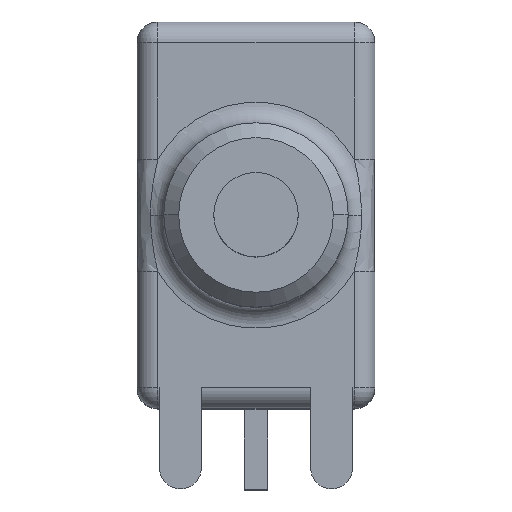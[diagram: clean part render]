
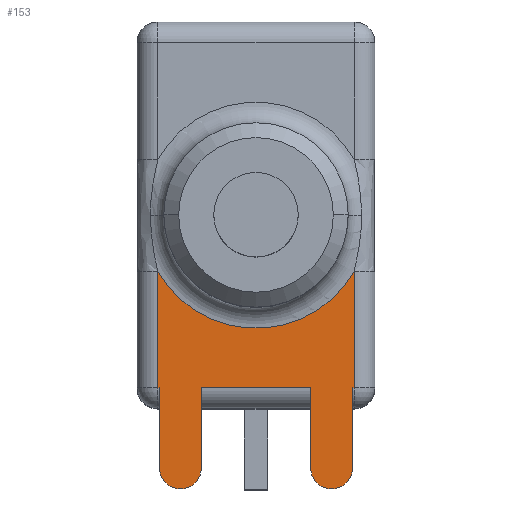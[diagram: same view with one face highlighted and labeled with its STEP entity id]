
A CAD part, top view. The second image highlights one B-rep face of the part: STEP entity #153.
In plain terms, the highlighted planar face has unit normal (0, 0, 1).
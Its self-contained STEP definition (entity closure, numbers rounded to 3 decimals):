
#6 = EDGE_CURVE ( 'NONE', #7, #220, #869, .T. ) ;
#7 = VERTEX_POINT ( 'NONE', #779 ) ;
#8 = ORIENTED_EDGE ( 'NONE', *, *, #87, .T. ) ;
#9 = VERTEX_POINT ( 'NONE', #778 ) ;
#21 = VERTEX_POINT ( 'NONE', #948 ) ;
#22 = EDGE_CURVE ( 'NONE', #21, #23, #912, .T. ) ;
#23 = VERTEX_POINT ( 'NONE', #908 ) ;
#24 = ORIENTED_EDGE ( 'NONE', *, *, #217, .T. ) ;
#25 = VERTEX_POINT ( 'NONE', #907 ) ;
#46 = VERTEX_POINT ( 'NONE', #881 ) ;
#48 = EDGE_CURVE ( 'NONE', #49, #46, #861, .T. ) ;
#49 = VERTEX_POINT ( 'NONE', #857 ) ;
#86 = ORIENTED_EDGE ( 'NONE', *, *, #22, .T. ) ;
#87 = EDGE_CURVE ( 'NONE', #7, #9, #1086, .T. ) ;
#88 = ORIENTED_EDGE ( 'NONE', *, *, #89, .T. ) ;
#89 = EDGE_CURVE ( 'NONE', #9, #49, #1082, .T. ) ;
#90 = ORIENTED_EDGE ( 'NONE', *, *, #48, .T. ) ;
#91 = ORIENTED_EDGE ( 'NONE', *, *, #92, .T. ) ;
#92 = EDGE_CURVE ( 'NONE', #46, #93, #1108, .T. ) ;
#93 = VERTEX_POINT ( 'NONE', #1104 ) ;
#94 = ORIENTED_EDGE ( 'NONE', *, *, #208, .T. ) ;
#153 = ADVANCED_FACE ( 'NONE', ( #1219 ), #1270, .T. ) ;
#154 = EDGE_LOOP ( 'NONE', ( #155, #159, #162, #165, #168, #86, #24, #218, #221, #8, #88, #90, #91, #94 ) ) ;
#155 = ORIENTED_EDGE ( 'NONE', *, *, #156, .T. ) ;
#156 = EDGE_CURVE ( 'NONE', #157, #158, #1269, .T. ) ;
#157 = VERTEX_POINT ( 'NONE', #1373 ) ;
#158 = VERTEX_POINT ( 'NONE', #1372 ) ;
#159 = ORIENTED_EDGE ( 'NONE', *, *, #160, .T. ) ;
#160 = EDGE_CURVE ( 'NONE', #158, #161, #1371, .T. ) ;
#161 = VERTEX_POINT ( 'NONE', #1366 ) ;
#162 = ORIENTED_EDGE ( 'NONE', *, *, #163, .T. ) ;
#163 = EDGE_CURVE ( 'NONE', #161, #164, #1365, .T. ) ;
#164 = VERTEX_POINT ( 'NONE', #1360 ) ;
#165 = ORIENTED_EDGE ( 'NONE', *, *, #166, .F. ) ;
#166 = EDGE_CURVE ( 'NONE', #167, #164, #1359, .T. ) ;
#167 = VERTEX_POINT ( 'NONE', #1355 ) ;
#168 = ORIENTED_EDGE ( 'NONE', *, *, #169, .T. ) ;
#169 = EDGE_CURVE ( 'NONE', #167, #21, #1353, .T. ) ;
#208 = EDGE_CURVE ( 'NONE', #93, #157, #1401, .T. ) ;
#217 = EDGE_CURVE ( 'NONE', #23, #25, #1610, .T. ) ;
#218 = ORIENTED_EDGE ( 'NONE', *, *, #219, .T. ) ;
#219 = EDGE_CURVE ( 'NONE', #25, #220, #1605, .T. ) ;
#220 = VERTEX_POINT ( 'NONE', #1426 ) ;
#221 = ORIENTED_EDGE ( 'NONE', *, *, #6, .F. ) ;
#778 = CARTESIAN_POINT ( 'NONE',  ( 3.3, -5.8, 0. ) ) ;
#779 = CARTESIAN_POINT ( 'NONE',  ( 3.24, -5.8, 0. ) ) ;
#780 = DIRECTION ( 'NONE',  ( 0., -1., 0. ) ) ;
#781 = VECTOR ( 'NONE', #780, 1000. ) ;
#782 = CARTESIAN_POINT ( 'NONE',  ( 3.24, 500000., 0. ) ) ;
#857 = CARTESIAN_POINT ( 'NONE',  ( 3.3, -1.884, 0. ) ) ;
#858 = DIRECTION ( 'NONE',  ( 1., 0., 0. ) ) ;
#859 = DIRECTION ( 'NONE',  ( 0., 0., -1. ) ) ;
#860 = AXIS2_PLACEMENT_3D ( 'NONE', #868, #859, #858 ) ;
#861 = CIRCLE ( 'NONE', #860, 3.8 ) ;
#868 = CARTESIAN_POINT ( 'NONE',  ( 0., 0., 0. ) ) ;
#869 = LINE ( 'NONE', #782, #781 ) ;
#881 = CARTESIAN_POINT ( 'NONE',  ( -3.3, -1.884, 0. ) ) ;
#907 = CARTESIAN_POINT ( 'NONE',  ( 2.54, -9.2, 0. ) ) ;
#908 = CARTESIAN_POINT ( 'NONE',  ( 1.84, -8.5, 0. ) ) ;
#909 = DIRECTION ( 'NONE',  ( 0., -1., 0. ) ) ;
#910 = VECTOR ( 'NONE', #909, 1000. ) ;
#911 = CARTESIAN_POINT ( 'NONE',  ( 1.84, 500000., 0. ) ) ;
#912 = LINE ( 'NONE', #911, #910 ) ;
#948 = CARTESIAN_POINT ( 'NONE',  ( 1.84, -5.8, 0. ) ) ;
#1081 = CARTESIAN_POINT ( 'NONE',  ( 3.3, -6.5, 0. ) ) ;
#1082 = LINE ( 'NONE', #1081, #1110 ) ;
#1083 = DIRECTION ( 'NONE',  ( 1., 0., 0. ) ) ;
#1084 = VECTOR ( 'NONE', #1083, 1000. ) ;
#1085 = CARTESIAN_POINT ( 'NONE',  ( -4., -5.8, 0. ) ) ;
#1086 = LINE ( 'NONE', #1085, #1084 ) ;
#1104 = CARTESIAN_POINT ( 'NONE',  ( -3.3, -5.8, 0. ) ) ;
#1105 = DIRECTION ( 'NONE',  ( 0., -1., 0. ) ) ;
#1106 = VECTOR ( 'NONE', #1105, 1000. ) ;
#1107 = CARTESIAN_POINT ( 'NONE',  ( -3.3, -6.5, 0. ) ) ;
#1108 = LINE ( 'NONE', #1107, #1106 ) ;
#1109 = DIRECTION ( 'NONE',  ( 0., 1., 0. ) ) ;
#1110 = VECTOR ( 'NONE', #1109, 1000. ) ;
#1219 = FACE_OUTER_BOUND ( 'NONE', #154, .T. ) ;
#1262 = DIRECTION ( 'NONE',  ( 0., -1., 0. ) ) ;
#1263 = VECTOR ( 'NONE', #1262, 1000. ) ;
#1264 = CARTESIAN_POINT ( 'NONE',  ( -3.24, 500000., 0. ) ) ;
#1265 = DIRECTION ( 'NONE',  ( 1., 0., 0. ) ) ;
#1266 = DIRECTION ( 'NONE',  ( 0., 0., 1. ) ) ;
#1267 = CARTESIAN_POINT ( 'NONE',  ( -4., -6.5, 0. ) ) ;
#1268 = AXIS2_PLACEMENT_3D ( 'NONE', #1267, #1266, #1265 ) ;
#1269 = LINE ( 'NONE', #1264, #1263 ) ;
#1270 = PLANE ( 'NONE',  #1268 ) ;
#1350 = DIRECTION ( 'NONE',  ( 1., 0., 0. ) ) ;
#1351 = VECTOR ( 'NONE', #1350, 1000. ) ;
#1352 = CARTESIAN_POINT ( 'NONE',  ( -4., -5.8, 0. ) ) ;
#1353 = LINE ( 'NONE', #1352, #1351 ) ;
#1355 = CARTESIAN_POINT ( 'NONE',  ( -1.84, -5.8, 0. ) ) ;
#1356 = DIRECTION ( 'NONE',  ( 0., -1., 0. ) ) ;
#1357 = VECTOR ( 'NONE', #1356, 1000. ) ;
#1358 = CARTESIAN_POINT ( 'NONE',  ( -1.84, 500000., 0. ) ) ;
#1359 = LINE ( 'NONE', #1358, #1357 ) ;
#1360 = CARTESIAN_POINT ( 'NONE',  ( -1.84, -8.5, 0. ) ) ;
#1361 = DIRECTION ( 'NONE',  ( 1., 0., 0. ) ) ;
#1362 = DIRECTION ( 'NONE',  ( 0., 0., 1. ) ) ;
#1363 = CARTESIAN_POINT ( 'NONE',  ( -2.54, -8.5, 0. ) ) ;
#1364 = AXIS2_PLACEMENT_3D ( 'NONE', #1363, #1362, #1361 ) ;
#1365 = CIRCLE ( 'NONE', #1364, 0.7 ) ;
#1366 = CARTESIAN_POINT ( 'NONE',  ( -2.54, -9.2, 0. ) ) ;
#1367 = DIRECTION ( 'NONE',  ( 1., 0., 0. ) ) ;
#1368 = DIRECTION ( 'NONE',  ( 0., 0., 1. ) ) ;
#1369 = CARTESIAN_POINT ( 'NONE',  ( -2.54, -8.5, 0. ) ) ;
#1370 = AXIS2_PLACEMENT_3D ( 'NONE', #1369, #1368, #1367 ) ;
#1371 = CIRCLE ( 'NONE', #1370, 0.7 ) ;
#1372 = CARTESIAN_POINT ( 'NONE',  ( -3.24, -8.5, 0. ) ) ;
#1373 = CARTESIAN_POINT ( 'NONE',  ( -3.24, -5.8, 0. ) ) ;
#1401 = LINE ( 'NONE', #1581, #1580 ) ;
#1426 = CARTESIAN_POINT ( 'NONE',  ( 3.24, -8.5, 0. ) ) ;
#1427 = DIRECTION ( 'NONE',  ( 1., 0., 0. ) ) ;
#1428 = DIRECTION ( 'NONE',  ( 0., 0., 1. ) ) ;
#1429 = CARTESIAN_POINT ( 'NONE',  ( 2.54, -8.5, 0. ) ) ;
#1430 = AXIS2_PLACEMENT_3D ( 'NONE', #1429, #1428, #1427 ) ;
#1579 = DIRECTION ( 'NONE',  ( 1., 0., 0. ) ) ;
#1580 = VECTOR ( 'NONE', #1579, 1000. ) ;
#1581 = CARTESIAN_POINT ( 'NONE',  ( -4., -5.8, 0. ) ) ;
#1605 = CIRCLE ( 'NONE', #1430, 0.7 ) ;
#1606 = DIRECTION ( 'NONE',  ( 1., 0., 0. ) ) ;
#1607 = DIRECTION ( 'NONE',  ( 0., 0., 1. ) ) ;
#1608 = CARTESIAN_POINT ( 'NONE',  ( 2.54, -8.5, 0. ) ) ;
#1609 = AXIS2_PLACEMENT_3D ( 'NONE', #1608, #1607, #1606 ) ;
#1610 = CIRCLE ( 'NONE', #1609, 0.7 ) ;
